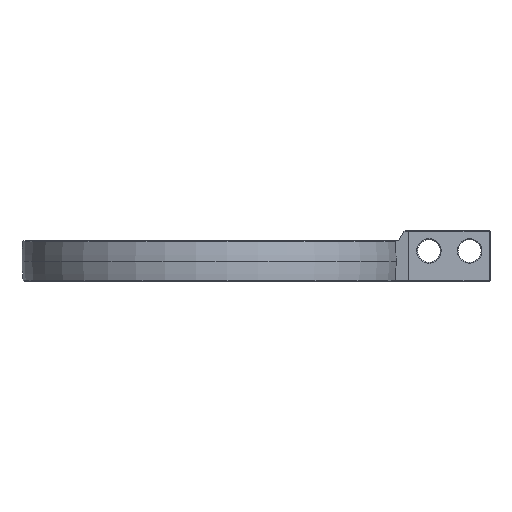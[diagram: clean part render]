
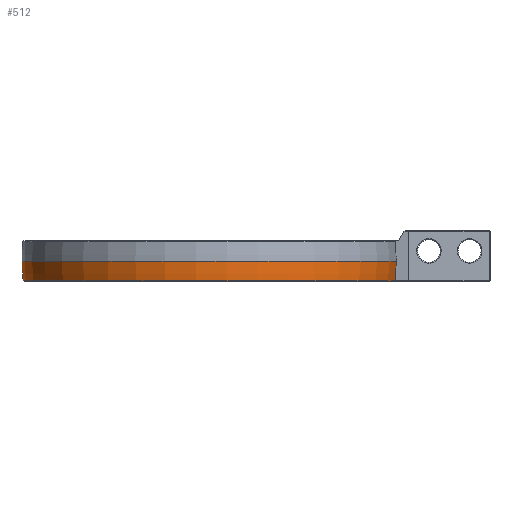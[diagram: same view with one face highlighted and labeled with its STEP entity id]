
A CAD part, front view. The second image highlights one B-rep face of the part: STEP entity #512.
In plain terms, the highlighted face is a revolution surface.
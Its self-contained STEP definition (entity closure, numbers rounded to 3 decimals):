
#24 = VERTEX_POINT('',#25);
#25 = CARTESIAN_POINT('',(56.802,-8.739,0.273
    ));
#32 = PLANE('',#33);
#33 = AXIS2_PLACEMENT_3D('',#34,#35,#36);
#34 = CARTESIAN_POINT('',(56.028,-8.62,0.));
#35 = DIRECTION('',(0.152,0.988,0.));
#36 = DIRECTION('',(0.988,-0.152,0.));
#44 = CONICAL_SURFACE('',#45,57.198,0.785);
#45 = AXIS2_PLACEMENT_3D('',#46,#47,#48);
#46 = CARTESIAN_POINT('',(0.,0.,0.));
#47 = DIRECTION('',(0.,0.,1.));
#48 = DIRECTION('',(-1.,0.,0.));
#56 = EDGE_CURVE('',#57,#24,#59,.T.);
#57 = VERTEX_POINT('',#58);
#58 = CARTESIAN_POINT('',(57.14,-8.791,6.25));
#59 = SURFACE_CURVE('',#60,(#69,#81),.PCURVE_S1.);
#60 = B_SPLINE_CURVE_WITH_KNOTS('',4,(#61,#62,#63,#64,#65,#66,#67,#68),
  .UNSPECIFIED.,.F.,.F.,(5,3,5),(0.,0.5,1.),.UNSPECIFIED.);
#61 = CARTESIAN_POINT('',(57.14,-8.791,6.25));
#62 = CARTESIAN_POINT('',(57.132,-8.79,5.501
    ));
#63 = CARTESIAN_POINT('',(57.113,-8.787,4.753
    ));
#64 = CARTESIAN_POINT('',(57.082,-8.782,4.005
    ));
#65 = CARTESIAN_POINT('',(56.998,-8.769,2.51
    ));
#66 = CARTESIAN_POINT('',(56.944,-8.761,1.763
    ));
#67 = CARTESIAN_POINT('',(56.879,-8.751,1.017
    ));
#68 = CARTESIAN_POINT('',(56.802,-8.739,0.273
    ));
#69 = PCURVE('',#32,#70);
#70 = DEFINITIONAL_REPRESENTATION('',(#71),#80);
#71 = B_SPLINE_CURVE_WITH_KNOTS('',4,(#72,#73,#74,#75,#76,#77,#78,#79),
  .UNSPECIFIED.,.F.,.F.,(5,3,5),(0.,0.5,1.),.UNSPECIFIED.);
#72 = CARTESIAN_POINT('',(1.125,-6.25));
#73 = CARTESIAN_POINT('',(1.117,-5.501));
#74 = CARTESIAN_POINT('',(1.097,-4.753));
#75 = CARTESIAN_POINT('',(1.066,-4.005));
#76 = CARTESIAN_POINT('',(0.981,-2.51));
#77 = CARTESIAN_POINT('',(0.926,-1.763));
#78 = CARTESIAN_POINT('',(0.86,-1.017));
#79 = CARTESIAN_POINT('',(0.783,-0.273));
#80 = ( GEOMETRIC_REPRESENTATION_CONTEXT(2) 
PARAMETRIC_REPRESENTATION_CONTEXT() REPRESENTATION_CONTEXT('2D SPACE',''
  ) );
#81 = PCURVE('',#82,#91);
#82 = SURFACE_OF_REVOLUTION('',#83,#88);
#83 = CIRCLE('',#84,64.307);
#84 = AXIS2_PLACEMENT_3D('',#85,#86,#87);
#85 = CARTESIAN_POINT('',(6.491,0.,
    6.933));
#86 = DIRECTION('',(0.,-1.,0.));
#87 = DIRECTION('',(1.,0.,0.));
#88 = AXIS1_PLACEMENT('',#89,#90);
#89 = CARTESIAN_POINT('',(0.,0.,0.));
#90 = DIRECTION('',(0.,0.,1.));
#91 = DEFINITIONAL_REPRESENTATION('',(#92),#101);
#92 = B_SPLINE_CURVE_WITH_KNOTS('',4,(#93,#94,#95,#96,#97,#98,#99,#100),
  .UNSPECIFIED.,.F.,.F.,(5,3,5),(0.,0.5,1.),.UNSPECIFIED.);
#93 = CARTESIAN_POINT('',(2.989,3.152));
#94 = CARTESIAN_POINT('',(2.989,3.164));
#95 = CARTESIAN_POINT('',(2.989,3.176));
#96 = CARTESIAN_POINT('',(2.989,3.187));
#97 = CARTESIAN_POINT('',(2.989,3.21));
#98 = CARTESIAN_POINT('',(2.989,3.222));
#99 = CARTESIAN_POINT('',(2.989,3.234));
#100 = CARTESIAN_POINT('',(2.989,3.245));
#101 = ( GEOMETRIC_REPRESENTATION_CONTEXT(2) 
PARAMETRIC_REPRESENTATION_CONTEXT() REPRESENTATION_CONTEXT('2D SPACE',''
  ) );
#129 = SURFACE_OF_REVOLUTION('',#130,#135);
#130 = CIRCLE('',#131,64.307);
#131 = AXIS2_PLACEMENT_3D('',#132,#133,#134);
#132 = CARTESIAN_POINT('',(6.494,0.,
    6.079));
#133 = DIRECTION('',(0.,-1.,0.));
#134 = DIRECTION('',(1.,0.,0.));
#135 = AXIS1_PLACEMENT('',#136,#137);
#136 = CARTESIAN_POINT('',(0.,0.,0.));
#137 = DIRECTION('',(0.,0.,1.));
#320 = EDGE_CURVE('',#321,#24,#323,.T.);
#321 = VERTEX_POINT('',#322);
#322 = CARTESIAN_POINT('',(-57.47,0.,
    0.273));
#323 = SURFACE_CURVE('',#324,(#329,#336),.PCURVE_S1.);
#324 = CIRCLE('',#325,57.47);
#325 = AXIS2_PLACEMENT_3D('',#326,#327,#328);
#326 = CARTESIAN_POINT('',(0.,0.,0.273));
#327 = DIRECTION('',(0.,0.,1.));
#328 = DIRECTION('',(-1.,0.,0.));
#329 = PCURVE('',#44,#330);
#330 = DEFINITIONAL_REPRESENTATION('',(#331),#335);
#331 = LINE('',#332,#333);
#332 = CARTESIAN_POINT('',(0.,0.273));
#333 = VECTOR('',#334,1.);
#334 = DIRECTION('',(1.,0.));
#335 = ( GEOMETRIC_REPRESENTATION_CONTEXT(2) 
PARAMETRIC_REPRESENTATION_CONTEXT() REPRESENTATION_CONTEXT('2D SPACE',''
  ) );
#336 = PCURVE('',#82,#337);
#337 = DEFINITIONAL_REPRESENTATION('',(#338),#342);
#338 = LINE('',#339,#340);
#339 = CARTESIAN_POINT('',(0.,3.245));
#340 = VECTOR('',#341,1.);
#341 = DIRECTION('',(1.,0.));
#342 = ( GEOMETRIC_REPRESENTATION_CONTEXT(2) 
PARAMETRIC_REPRESENTATION_CONTEXT() REPRESENTATION_CONTEXT('2D SPACE',''
  ) );
#512 = ADVANCED_FACE('',(#513),#82,.F.);
#513 = FACE_BOUND('',#514,.F.);
#514 = EDGE_LOOP('',(#515,#548,#570,#571));
#515 = ORIENTED_EDGE('',*,*,#516,.F.);
#516 = EDGE_CURVE('',#517,#321,#519,.T.);
#517 = VERTEX_POINT('',#518);
#518 = CARTESIAN_POINT('',(-57.813,0.,6.25));
#519 = SURFACE_CURVE('',#520,(#525,#532),.PCURVE_S1.);
#520 = CIRCLE('',#521,64.307);
#521 = AXIS2_PLACEMENT_3D('',#522,#523,#524);
#522 = CARTESIAN_POINT('',(6.491,0.,
    6.933));
#523 = DIRECTION('',(0.,-1.,0.));
#524 = DIRECTION('',(1.,0.,0.));
#525 = PCURVE('',#82,#526);
#526 = DEFINITIONAL_REPRESENTATION('',(#527),#531);
#527 = LINE('',#528,#529);
#528 = CARTESIAN_POINT('',(0.,0.));
#529 = VECTOR('',#530,1.);
#530 = DIRECTION('',(0.,1.));
#531 = ( GEOMETRIC_REPRESENTATION_CONTEXT(2) 
PARAMETRIC_REPRESENTATION_CONTEXT() REPRESENTATION_CONTEXT('2D SPACE',''
  ) );
#532 = PCURVE('',#533,#542);
#533 = SURFACE_OF_REVOLUTION('',#534,#539);
#534 = CIRCLE('',#535,64.307);
#535 = AXIS2_PLACEMENT_3D('',#536,#537,#538);
#536 = CARTESIAN_POINT('',(6.491,0.,
    6.933));
#537 = DIRECTION('',(0.,-1.,0.));
#538 = DIRECTION('',(1.,0.,0.));
#539 = AXIS1_PLACEMENT('',#540,#541);
#540 = CARTESIAN_POINT('',(0.,0.,0.));
#541 = DIRECTION('',(0.,0.,1.));
#542 = DEFINITIONAL_REPRESENTATION('',(#543),#547);
#543 = LINE('',#544,#545);
#544 = CARTESIAN_POINT('',(6.283,0.));
#545 = VECTOR('',#546,1.);
#546 = DIRECTION('',(0.,1.));
#547 = ( GEOMETRIC_REPRESENTATION_CONTEXT(2) 
PARAMETRIC_REPRESENTATION_CONTEXT() REPRESENTATION_CONTEXT('2D SPACE',''
  ) );
#548 = ORIENTED_EDGE('',*,*,#549,.T.);
#549 = EDGE_CURVE('',#517,#57,#550,.T.);
#550 = SURFACE_CURVE('',#551,(#556,#563),.PCURVE_S1.);
#551 = CIRCLE('',#552,57.813);
#552 = AXIS2_PLACEMENT_3D('',#553,#554,#555);
#553 = CARTESIAN_POINT('',(0.,0.,6.25));
#554 = DIRECTION('',(0.,0.,1.));
#555 = DIRECTION('',(-1.,0.,0.));
#556 = PCURVE('',#82,#557);
#557 = DEFINITIONAL_REPRESENTATION('',(#558),#562);
#558 = LINE('',#559,#560);
#559 = CARTESIAN_POINT('',(0.,3.152));
#560 = VECTOR('',#561,1.);
#561 = DIRECTION('',(1.,0.));
#562 = ( GEOMETRIC_REPRESENTATION_CONTEXT(2) 
PARAMETRIC_REPRESENTATION_CONTEXT() REPRESENTATION_CONTEXT('2D SPACE',''
  ) );
#563 = PCURVE('',#129,#564);
#564 = DEFINITIONAL_REPRESENTATION('',(#565),#569);
#565 = LINE('',#566,#567);
#566 = CARTESIAN_POINT('',(0.,3.139));
#567 = VECTOR('',#568,1.);
#568 = DIRECTION('',(1.,0.));
#569 = ( GEOMETRIC_REPRESENTATION_CONTEXT(2) 
PARAMETRIC_REPRESENTATION_CONTEXT() REPRESENTATION_CONTEXT('2D SPACE',''
  ) );
#570 = ORIENTED_EDGE('',*,*,#56,.T.);
#571 = ORIENTED_EDGE('',*,*,#320,.F.);
